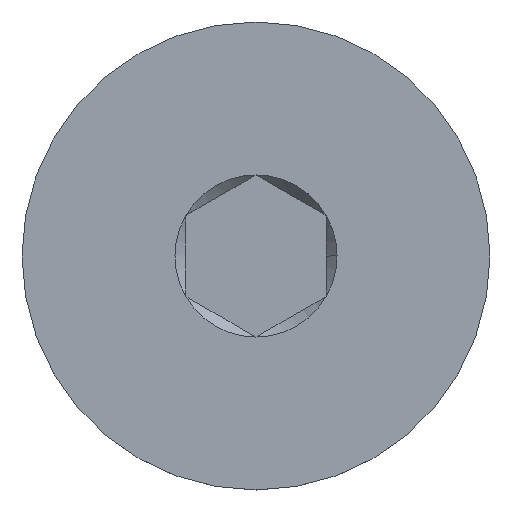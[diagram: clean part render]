
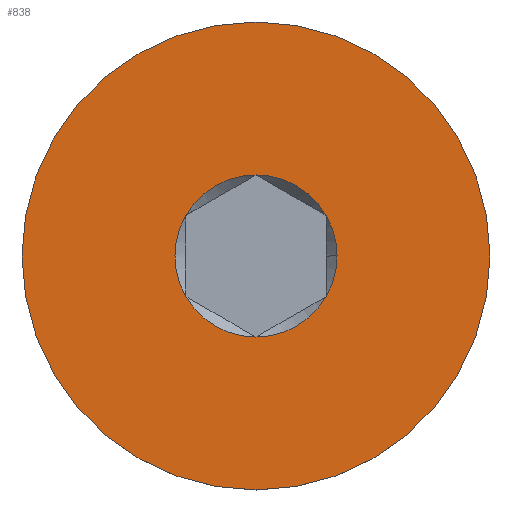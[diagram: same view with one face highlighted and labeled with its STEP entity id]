
A CAD part, top view. The second image highlights one B-rep face of the part: STEP entity #838.
In plain terms, the highlighted planar face has unit normal (0, 0, 1).
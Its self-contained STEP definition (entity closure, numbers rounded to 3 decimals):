
#7 = VERTEX_POINT ( 'NONE', #1247 ) ;
#32 = AXIS2_PLACEMENT_3D ( 'NONE', #886, #2214, #200 ) ;
#40 = CIRCLE ( 'NONE', #187, 5. ) ;
#55 = CARTESIAN_POINT ( 'NONE',  ( 0., 0., 5. ) ) ;
#65 = DIRECTION ( 'NONE',  ( 0., 0., -1. ) ) ;
#85 = DIRECTION ( 'NONE',  ( 0., 1., 0. ) ) ;
#158 = EDGE_CURVE ( 'NONE', #2570, #730, #387, .T. ) ;
#162 = CARTESIAN_POINT ( 'NONE',  ( -1.5, -0.866, 5. ) ) ;
#187 = AXIS2_PLACEMENT_3D ( 'NONE', #55, #2519, #2085 ) ;
#200 = DIRECTION ( 'NONE',  ( 1., 0., 0. ) ) ;
#204 = CARTESIAN_POINT ( 'NONE',  ( 0., 0., 5. ) ) ;
#206 = AXIS2_PLACEMENT_3D ( 'NONE', #1334, #671, #437 ) ;
#221 = CIRCLE ( 'NONE', #2630, 1.732 ) ;
#228 = DIRECTION ( 'NONE',  ( 1., 0., 0. ) ) ;
#259 = VERTEX_POINT ( 'NONE', #2867 ) ;
#276 = FACE_OUTER_BOUND ( 'NONE', #2440, .T. ) ;
#280 = EDGE_CURVE ( 'NONE', #259, #324, #2497, .T. ) ;
#324 = VERTEX_POINT ( 'NONE', #1572 ) ;
#387 = CIRCLE ( 'NONE', #1680, 1.732 ) ;
#416 = CARTESIAN_POINT ( 'NONE',  ( 0., 0., 5. ) ) ;
#437 = DIRECTION ( 'NONE',  ( 0., -1., 0. ) ) ;
#613 = VERTEX_POINT ( 'NONE', #2418 ) ;
#645 = DIRECTION ( 'NONE',  ( 1., 0., 0. ) ) ;
#648 = ORIENTED_EDGE ( 'NONE', *, *, #1586, .F. ) ;
#671 = DIRECTION ( 'NONE',  ( 0., 0., 1. ) ) ;
#697 = CIRCLE ( 'NONE', #2433, 1.732 ) ;
#730 = VERTEX_POINT ( 'NONE', #162 ) ;
#742 = ORIENTED_EDGE ( 'NONE', *, *, #1601, .F. ) ;
#783 = EDGE_CURVE ( 'NONE', #730, #259, #697, .T. ) ;
#788 = AXIS2_PLACEMENT_3D ( 'NONE', #2538, #65, #85 ) ;
#838 = ADVANCED_FACE ( 'NONE', ( #1464, #276 ), #1118, .T. ) ;
#849 = DIRECTION ( 'NONE',  ( 0., 0., 1. ) ) ;
#870 = DIRECTION ( 'NONE',  ( 0., 0., 1. ) ) ;
#886 = CARTESIAN_POINT ( 'NONE',  ( 0., 0., 5. ) ) ;
#892 = CARTESIAN_POINT ( 'NONE',  ( 0., 0., 5. ) ) ;
#908 = ORIENTED_EDGE ( 'NONE', *, *, #158, .F. ) ;
#979 = DIRECTION ( 'NONE',  ( 1., 0., 0. ) ) ;
#1038 = AXIS2_PLACEMENT_3D ( 'NONE', #416, #870, #645 ) ;
#1051 = ORIENTED_EDGE ( 'NONE', *, *, #2074, .F. ) ;
#1054 = AXIS2_PLACEMENT_3D ( 'NONE', #1796, #1558, #1533 ) ;
#1067 = CARTESIAN_POINT ( 'NONE',  ( 0., 0., 5. ) ) ;
#1118 = PLANE ( 'NONE',  #206 ) ;
#1227 = VERTEX_POINT ( 'NONE', #2501 ) ;
#1247 = CARTESIAN_POINT ( 'NONE',  ( 0., -5., 5. ) ) ;
#1269 = VERTEX_POINT ( 'NONE', #1909 ) ;
#1334 = CARTESIAN_POINT ( 'NONE',  ( 0., 0., 5. ) ) ;
#1410 = CARTESIAN_POINT ( 'NONE',  ( 0., 0., 5. ) ) ;
#1464 = FACE_BOUND ( 'NONE', #2778, .T. ) ;
#1533 = DIRECTION ( 'NONE',  ( 1., 0., 0. ) ) ;
#1548 = CIRCLE ( 'NONE', #788, 5. ) ;
#1558 = DIRECTION ( 'NONE',  ( 0., 0., 1. ) ) ;
#1572 = CARTESIAN_POINT ( 'NONE',  ( 1.5, -0.866, 5. ) ) ;
#1586 = EDGE_CURVE ( 'NONE', #324, #1227, #1869, .T. ) ;
#1601 = EDGE_CURVE ( 'NONE', #7, #613, #1548, .T. ) ;
#1641 = EDGE_CURVE ( 'NONE', #613, #7, #40, .T. ) ;
#1680 = AXIS2_PLACEMENT_3D ( 'NONE', #204, #849, #1948 ) ;
#1786 = CIRCLE ( 'NONE', #1038, 1.732 ) ;
#1796 = CARTESIAN_POINT ( 'NONE',  ( 0., 0., 5. ) ) ;
#1869 = CIRCLE ( 'NONE', #2415, 1.732 ) ;
#1876 = DIRECTION ( 'NONE',  ( 0., 0., 1. ) ) ;
#1888 = CIRCLE ( 'NONE', #32, 1.732 ) ;
#1909 = CARTESIAN_POINT ( 'NONE',  ( 0., 1.732, 5. ) ) ;
#1948 = DIRECTION ( 'NONE',  ( 1., 0., 0. ) ) ;
#1965 = EDGE_CURVE ( 'NONE', #2134, #1269, #1786, .T. ) ;
#2041 = ORIENTED_EDGE ( 'NONE', *, *, #783, .F. ) ;
#2074 = EDGE_CURVE ( 'NONE', #1269, #2570, #221, .T. ) ;
#2085 = DIRECTION ( 'NONE',  ( 0., 1., 0. ) ) ;
#2134 = VERTEX_POINT ( 'NONE', #2628 ) ;
#2164 = ORIENTED_EDGE ( 'NONE', *, *, #1965, .F. ) ;
#2207 = DIRECTION ( 'NONE',  ( 0., 0., 1. ) ) ;
#2214 = DIRECTION ( 'NONE',  ( 0., 0., 1. ) ) ;
#2358 = CARTESIAN_POINT ( 'NONE',  ( -1.5, 0.866, 5. ) ) ;
#2375 = EDGE_CURVE ( 'NONE', #1227, #2134, #1888, .T. ) ;
#2415 = AXIS2_PLACEMENT_3D ( 'NONE', #1410, #1876, #979 ) ;
#2418 = CARTESIAN_POINT ( 'NONE',  ( 0., 5., 5. ) ) ;
#2433 = AXIS2_PLACEMENT_3D ( 'NONE', #892, #2207, #228 ) ;
#2440 = EDGE_LOOP ( 'NONE', ( #2819, #742 ) ) ;
#2497 = CIRCLE ( 'NONE', #1054, 1.732 ) ;
#2501 = CARTESIAN_POINT ( 'NONE',  ( 1.732, 0., 5. ) ) ;
#2519 = DIRECTION ( 'NONE',  ( 0., 0., -1. ) ) ;
#2538 = CARTESIAN_POINT ( 'NONE',  ( 0., 0., 5. ) ) ;
#2550 = ORIENTED_EDGE ( 'NONE', *, *, #280, .F. ) ;
#2570 = VERTEX_POINT ( 'NONE', #2358 ) ;
#2628 = CARTESIAN_POINT ( 'NONE',  ( 1.5, 0.866, 5. ) ) ;
#2630 = AXIS2_PLACEMENT_3D ( 'NONE', #1067, #2813, #2848 ) ;
#2778 = EDGE_LOOP ( 'NONE', ( #2164, #2821, #648, #2550, #2041, #908, #1051 ) ) ;
#2813 = DIRECTION ( 'NONE',  ( 0., 0., 1. ) ) ;
#2819 = ORIENTED_EDGE ( 'NONE', *, *, #1641, .F. ) ;
#2821 = ORIENTED_EDGE ( 'NONE', *, *, #2375, .F. ) ;
#2848 = DIRECTION ( 'NONE',  ( 1., 0., 0. ) ) ;
#2867 = CARTESIAN_POINT ( 'NONE',  ( 0., -1.732, 5. ) ) ;
